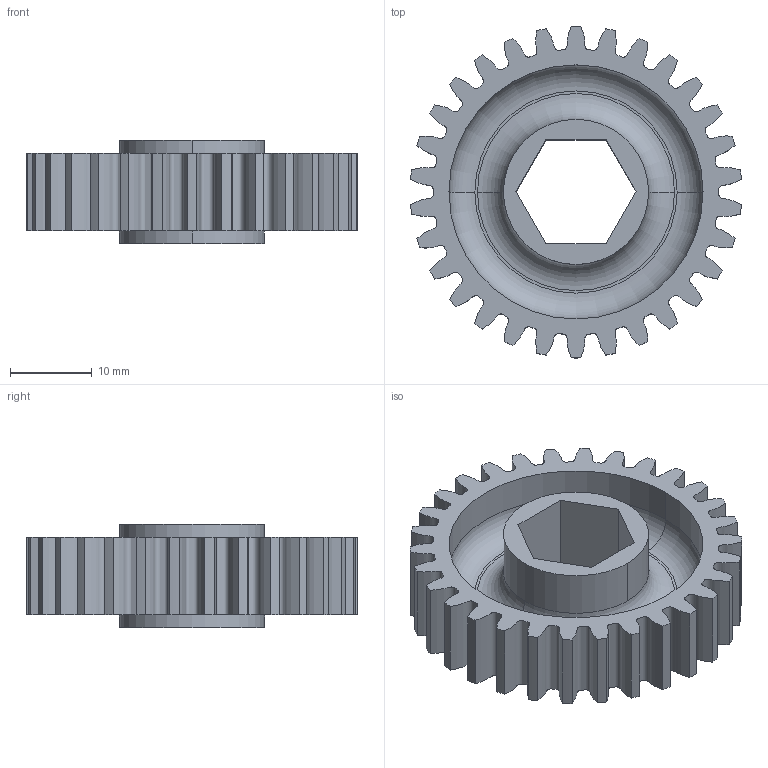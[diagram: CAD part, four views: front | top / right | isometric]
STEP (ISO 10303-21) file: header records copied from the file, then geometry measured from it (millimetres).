
FILE_DESCRIPTION (( 'STEP AP214' ), '1' );
FILE_NAME ('WCP-0553 Rev1.step', '2022-12-20T22:45:36', ( '' ), ( '' ), 'SwSTEP 2.0', 'SolidWorks 2020', '' );
FILE_SCHEMA (( 'AUTOMOTIVE_DESIGN' ));
Length unit declared in the file: inch
Products named in the file (1): WCP-0553 Rev1
Bounding box: 40.52 x 40.64 x 12.65 mm (x, y, z)
Volume: 6692.6 mm3; surface area: 5933.7 mm2
Topology: 1 solids, 1 shells, 84 faces, 238 edges, 158 vertices
Faces by surface type: cylinder 37, bspline 30, plane 13, torus 4
Entity records: 13414 total; most frequent: CARTESIAN_POINT 11311, ORIENTED_EDGE 476, DIRECTION 372, EDGE_CURVE 238, VERTEX_POINT 158, AXIS2_PLACEMENT_3D 139, LINE 94, VECTOR 94
